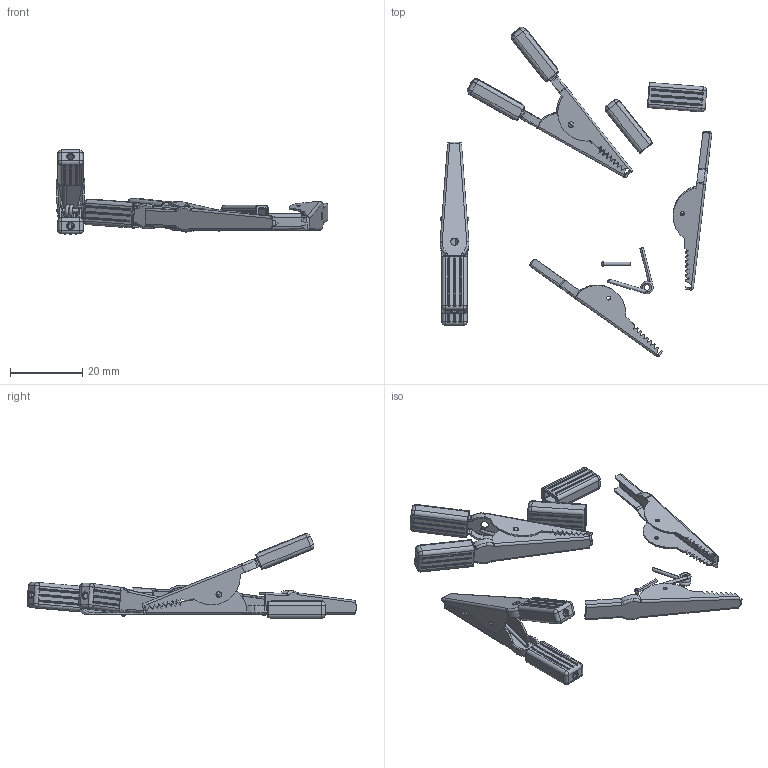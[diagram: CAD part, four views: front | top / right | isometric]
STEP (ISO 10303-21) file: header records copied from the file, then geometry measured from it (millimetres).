
FILE_DESCRIPTION (( 'STEP AP203' ), '1' );
FILE_NAME ('Çàæèì Êðîêîäèë DEMO.STEP', '2014-02-04T08:58:19', ( '' ), ( '' ), 'SwSTEP 2.0', 'SolidWorks 2013', '' );
FILE_SCHEMA (( 'CONFIG_CONTROL_DESIGN' ));
Length unit declared in the file: millimetre
Products named in the file (10): Çàæèì Êðîêîäèë 2; Èçîëÿòîð; Çàæèì Êðîêîäèë; Îñü 2; Âíóòð ñòâîðêà; Çàæèì Êðîêîäèë DEMO; Âíåøí ñòâîðêà; Îñü; Èçîëÿòîð 2; Ïðóæèíà Êð
Assembly tree (20 placements, depth 3):
  Çàæèì Êðîêîäèë DEMO
    Çàæèì Êðîêîäèë 2
      Âíóòð ñòâîðêà
      Âíåøí ñòâîðêà
      Îñü
      Èçîëÿòîð 2  x2
      Ïðóæèíà Êð
    Çàæèì Êðîêîäèë
      Âíóòð ñòâîðêà
      Âíåøí ñòâîðêà
      Îñü
      Èçîëÿòîð  x2
      Ïðóæèíà Êð
    Âíóòð ñòâîðêà
    Âíåøí ñòâîðêà
    Ïðóæèíà Êð
    Îñü 2
    Èçîëÿòîð  x2
Bounding box: 75.46 x 91.49 x 23.65 mm (x, y, z)
Volume: 3493.9 mm3; surface area: 10938.1 mm2
Topology: 18 solids, 18 shells, 1585 faces, 3947 edges, 2355 vertices
Faces by surface type: cylinder 588, plane 546, torus 348, sphere 58, bspline 45
Entity records: 18776 total; most frequent: CARTESIAN_POINT 4689, DIRECTION 2839, ORIENTED_EDGE 2622, EDGE_CURVE 1311, AXIS2_PLACEMENT_3D 1088, VERTEX_POINT 793, LINE 663, VECTOR 663
